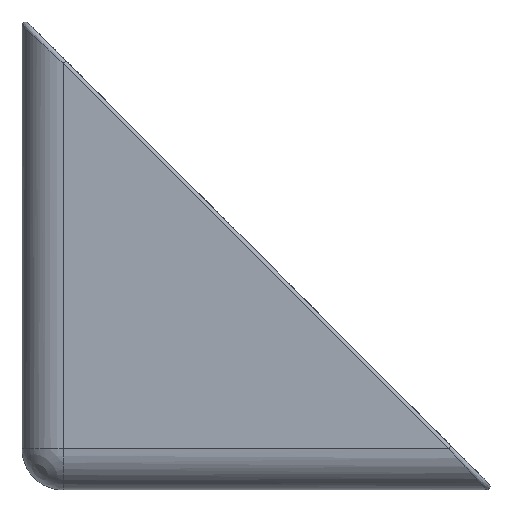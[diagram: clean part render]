
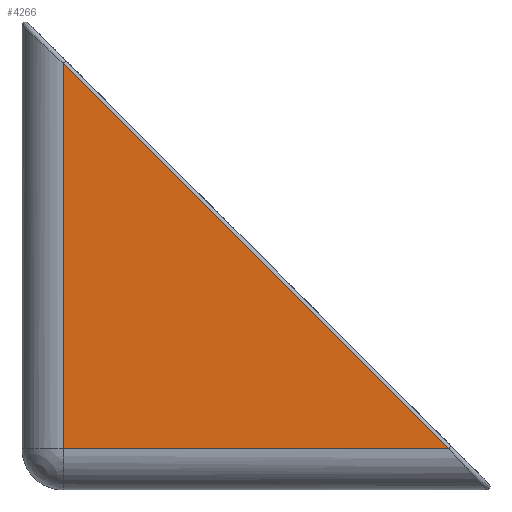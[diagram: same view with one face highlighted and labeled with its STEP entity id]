
A CAD part, front view. The second image highlights one B-rep face of the part: STEP entity #4266.
In plain terms, the highlighted planar face has unit normal (0, -1, 0).
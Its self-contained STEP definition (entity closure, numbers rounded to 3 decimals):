
#1153=CARTESIAN_POINT('',(130.481,44.86,-10.767));
#1154=VERTEX_POINT('',#1153);
#1219=CARTESIAN_POINT('',(97.906,44.86,21.808));
#1220=VERTEX_POINT('',#1219);
#1228=CARTESIAN_POINT('',(97.906,44.86,21.808));
#1229=DIRECTION('',(0.707,0.,-0.707));
#1230=VECTOR('',#1229,46.069);
#1231=LINE('',#1228,#1230);
#1232=EDGE_CURVE('',#1220,#1154,#1231,.T.);
#3188=CARTESIAN_POINT('',(97.906,44.86,-10.767));
#3189=VERTEX_POINT('',#3188);
#3190=CARTESIAN_POINT('',(97.906,44.86,-10.767));
#3191=DIRECTION('',(1.0,0.0,0.0));
#3192=VECTOR('',#3191,32.576);
#3193=LINE('',#3190,#3192);
#3194=EDGE_CURVE('',#3189,#1154,#3193,.T.);
#4251=CARTESIAN_POINT('',(174.406,44.86,-14.267));
#4252=DIRECTION('',(0.0,1.0,0.0));
#4253=DIRECTION('',(-1.0,0.0,0.0));
#4254=AXIS2_PLACEMENT_3D('',#4251,#4252,#4253);
#4255=PLANE('',#4254);
#4256=ORIENTED_EDGE('',*,*,#1232,.F.);
#4257=CARTESIAN_POINT('',(97.906,44.86,-10.767));
#4258=DIRECTION('',(0.0,0.0,1.0));
#4259=VECTOR('',#4258,32.576);
#4260=LINE('',#4257,#4259);
#4261=EDGE_CURVE('',#3189,#1220,#4260,.T.);
#4262=ORIENTED_EDGE('',*,*,#4261,.F.);
#4263=ORIENTED_EDGE('',*,*,#3194,.T.);
#4264=EDGE_LOOP('',(#4256,#4262,#4263));
#4265=FACE_OUTER_BOUND('',#4264,.T.);
#4266=ADVANCED_FACE('',(#4265),#4255,.F.);
